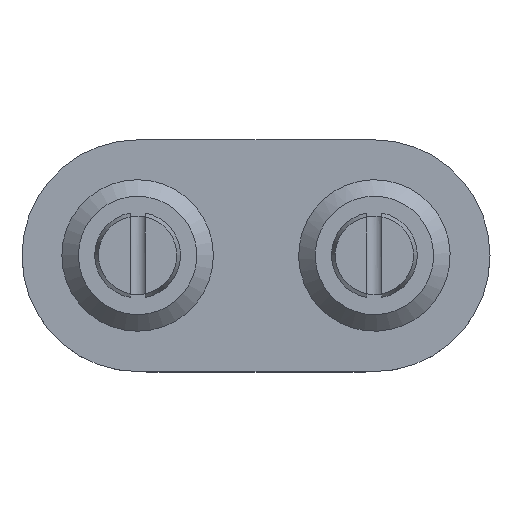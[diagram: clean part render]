
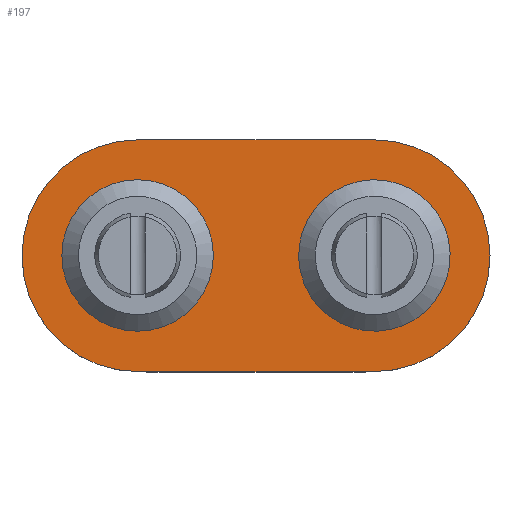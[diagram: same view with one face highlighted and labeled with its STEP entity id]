
A CAD part, top view. The second image highlights one B-rep face of the part: STEP entity #197.
In plain terms, the highlighted planar face has unit normal (0, 0, 1).
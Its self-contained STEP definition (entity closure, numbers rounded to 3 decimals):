
#84=CARTESIAN_POINT('',(0.,-6.225,0.0));
#85=VERTEX_POINT('',#84);
#92=CARTESIAN_POINT('',(-6.2,-0.025,0.0));
#93=VERTEX_POINT('',#92);
#94=CARTESIAN_POINT('',(0.0,-0.025,0.0));
#95=DIRECTION('',(0.0,0.0,-1.0));
#96=DIRECTION('',(-0.707,-0.707,0.0));
#97=AXIS2_PLACEMENT_3D('',#94,#95,#96);
#98=CIRCLE('',#97,6.2);
#99=EDGE_CURVE('',#85,#93,#98,.T.);
#110=CARTESIAN_POINT('',(6.35,-0.588,0.0));
#111=DIRECTION('',(0.0,0.0,1.0));
#112=DIRECTION('',(1.0,0.0,0.0));
#113=AXIS2_PLACEMENT_3D('',#110,#111,#112);
#114=PLANE('',#113);
#115=ORIENTED_EDGE('',*,*,#99,.F.);
#116=CARTESIAN_POINT('',(12.7,-6.225,0.0));
#117=VERTEX_POINT('',#116);
#118=CARTESIAN_POINT('',(12.7,-6.225,0.0));
#119=DIRECTION('',(-1.0,0.0,0.0));
#120=VECTOR('',#119,12.7);
#121=LINE('',#118,#120);
#122=EDGE_CURVE('',#117,#85,#121,.T.);
#123=ORIENTED_EDGE('',*,*,#122,.F.);
#124=CARTESIAN_POINT('',(18.9,-0.025,0.0));
#125=VERTEX_POINT('',#124);
#126=CARTESIAN_POINT('',(12.7,-0.025,0.0));
#127=DIRECTION('',(0.0,0.0,-1.0));
#128=DIRECTION('',(0.707,-0.707,0.0));
#129=AXIS2_PLACEMENT_3D('',#126,#127,#128);
#130=CIRCLE('',#129,6.2);
#131=EDGE_CURVE('',#125,#117,#130,.T.);
#132=ORIENTED_EDGE('',*,*,#131,.F.);
#133=CARTESIAN_POINT('',(18.9,0.,0.0));
#134=VERTEX_POINT('',#133);
#135=CARTESIAN_POINT('',(18.9,0.,0.0));
#136=DIRECTION('',(0.0,-1.0,0.0));
#137=VECTOR('',#136,0.025);
#138=LINE('',#135,#137);
#139=EDGE_CURVE('',#134,#125,#138,.T.);
#140=ORIENTED_EDGE('',*,*,#139,.F.);
#141=CARTESIAN_POINT('',(12.7,6.2,0.0));
#142=VERTEX_POINT('',#141);
#143=CARTESIAN_POINT('',(12.7,0.,0.0));
#144=DIRECTION('',(0.0,0.0,-1.0));
#145=DIRECTION('',(-1.0,0.0,0.0));
#146=AXIS2_PLACEMENT_3D('',#143,#144,#145);
#147=CIRCLE('',#146,6.2);
#148=EDGE_CURVE('',#142,#134,#147,.T.);
#149=ORIENTED_EDGE('',*,*,#148,.F.);
#150=CARTESIAN_POINT('',(0.,6.2,0.0));
#151=VERTEX_POINT('',#150);
#152=CARTESIAN_POINT('',(0.0,6.2,0.0));
#153=DIRECTION('',(1.0,0.0,0.0));
#154=VECTOR('',#153,12.7);
#155=LINE('',#152,#154);
#156=EDGE_CURVE('',#151,#142,#155,.T.);
#157=ORIENTED_EDGE('',*,*,#156,.F.);
#158=CARTESIAN_POINT('',(-6.2,0.,0.0));
#159=VERTEX_POINT('',#158);
#160=CARTESIAN_POINT('',(0.,0.,0.0));
#161=DIRECTION('',(0.0,0.0,-1.0));
#162=DIRECTION('',(0.0,-1.0,0.0));
#163=AXIS2_PLACEMENT_3D('',#160,#161,#162);
#164=CIRCLE('',#163,6.2);
#165=EDGE_CURVE('',#159,#151,#164,.T.);
#166=ORIENTED_EDGE('',*,*,#165,.F.);
#167=CARTESIAN_POINT('',(-6.2,-0.025,0.0));
#168=DIRECTION('',(0.0,1.0,0.0));
#169=VECTOR('',#168,0.025);
#170=LINE('',#167,#169);
#171=EDGE_CURVE('',#93,#159,#170,.T.);
#172=ORIENTED_EDGE('',*,*,#171,.F.);
#173=EDGE_LOOP('',(#115,#123,#132,#140,#149,#157,#166,#172));
#174=FACE_OUTER_BOUND('',#173,.T.);
#175=CARTESIAN_POINT('',(9.267,-2.175,0.));
#176=VERTEX_POINT('',#175);
#177=CARTESIAN_POINT('',(12.7,0.0,0.0));
#178=DIRECTION('',(0.0,0.0,1.0));
#179=DIRECTION('',(0.0,-1.0,0.0));
#180=AXIS2_PLACEMENT_3D('',#177,#178,#179);
#181=CIRCLE('',#180,4.064);
#182=EDGE_CURVE('',#176,#176,#181,.T.);
#183=ORIENTED_EDGE('',*,*,#182,.F.);
#184=EDGE_LOOP('',(#183));
#185=FACE_BOUND('',#184,.T.);
#186=CARTESIAN_POINT('',(0.,4.064,0.0));
#187=VERTEX_POINT('',#186);
#188=CARTESIAN_POINT('',(0.0,0.0,0.0));
#189=DIRECTION('',(0.0,0.0,1.0));
#190=DIRECTION('',(0.0,-1.0,0.0));
#191=AXIS2_PLACEMENT_3D('',#188,#189,#190);
#192=CIRCLE('',#191,4.064);
#193=EDGE_CURVE('',#187,#187,#192,.T.);
#194=ORIENTED_EDGE('',*,*,#193,.F.);
#195=EDGE_LOOP('',(#194));
#196=FACE_BOUND('',#195,.T.);
#197=ADVANCED_FACE('',(#174,#185,#196),#114,.T.);
